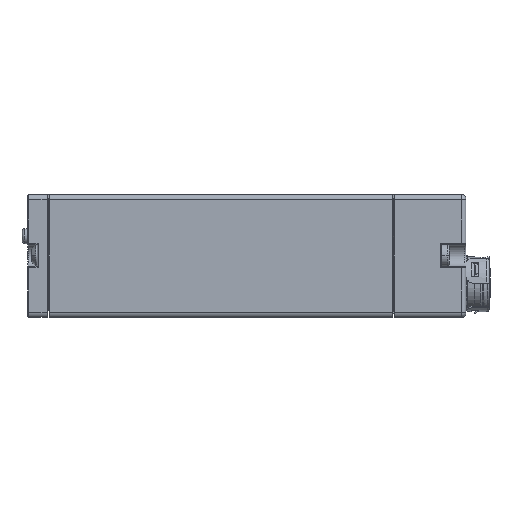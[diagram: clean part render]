
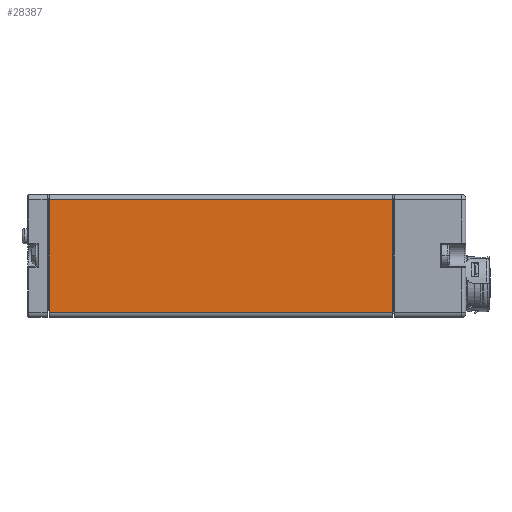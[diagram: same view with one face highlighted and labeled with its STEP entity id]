
A CAD part, left-side view. The second image highlights one B-rep face of the part: STEP entity #28387.
In plain terms, the highlighted planar face has unit normal (-1, 0, 0).
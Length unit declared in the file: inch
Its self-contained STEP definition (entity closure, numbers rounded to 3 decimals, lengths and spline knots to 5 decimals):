
#442=DIRECTION('',(0.,0.,-1.));
#443=VECTOR('',#442,1.14764);
#444=CARTESIAN_POINT('',(-0.25295,0.74803,
0.37093));
#445=LINE('',#444,#443);
#1184=DIRECTION('',(0.,0.,-1.));
#1185=VECTOR('',#1184,1.14764);
#1186=CARTESIAN_POINT('',(-0.25295,4.24803,
0.37093));
#1187=LINE('',#1186,#1185);
#10717=DIRECTION('',(0.,1.,0.));
#10718=VECTOR('',#10717,3.5);
#10719=CARTESIAN_POINT('',(-0.25295,0.74803,
0.37093));
#10720=LINE('',#10719,#10718);
#10726=DIRECTION('',(0.,1.,0.));
#10727=VECTOR('',#10726,3.5);
#10728=CARTESIAN_POINT('',(-0.25295,0.74803,
-0.77671));
#10729=LINE('',#10728,#10727);
#11982=CARTESIAN_POINT('',(-0.25295,0.74803,
-0.77671));
#11983=CARTESIAN_POINT('',(-0.25295,4.24803,
-0.77671));
#11984=VERTEX_POINT('',#11982);
#11985=VERTEX_POINT('',#11983);
#11994=CARTESIAN_POINT('',(-0.25295,0.74803,
0.37093));
#11995=VERTEX_POINT('',#11994);
#11996=CARTESIAN_POINT('',(-0.25295,4.24803,
0.37093));
#11997=VERTEX_POINT('',#11996);
#28375=CARTESIAN_POINT('',(-0.25295,4.24803,
0.42211));
#28376=DIRECTION('',(-1.,0.,0.));
#28377=DIRECTION('',(0.,0.,-1.));
#28378=AXIS2_PLACEMENT_3D('',#28375,#28376,#28377);
#28379=PLANE('',#28378);
#28381=ORIENTED_EDGE('',*,*,#28380,.T.);
#28382=ORIENTED_EDGE('',*,*,#15564,.F.);
#28383=ORIENTED_EDGE('',*,*,#28369,.F.);
#28384=ORIENTED_EDGE('',*,*,#14437,.T.);
#28385=EDGE_LOOP('',(#28381,#28382,#28383,#28384));
#28386=FACE_OUTER_BOUND('',#28385,.F.);
#28387=ADVANCED_FACE('',(#28386),#28379,.T.);
#14437=EDGE_CURVE('',#11995,#11984,#445,.T.);
#15564=EDGE_CURVE('',#11997,#11985,#1187,.T.);
#28369=EDGE_CURVE('',#11995,#11997,#10720,.T.);
#28380=EDGE_CURVE('',#11984,#11985,#10729,.T.);
